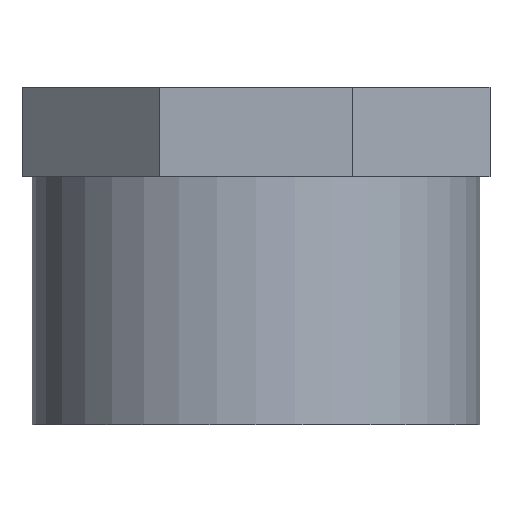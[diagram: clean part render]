
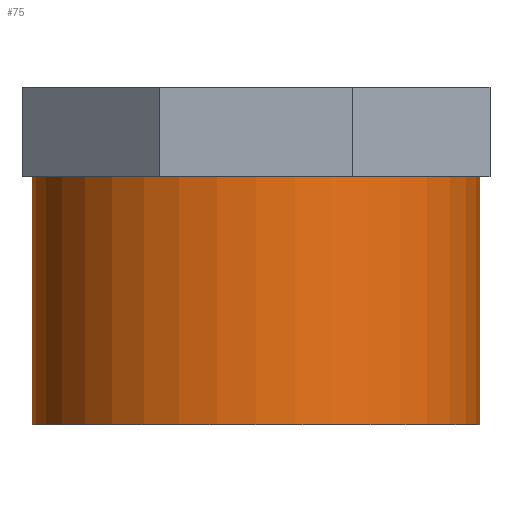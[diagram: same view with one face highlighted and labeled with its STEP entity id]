
A CAD part, front view. The second image highlights one B-rep face of the part: STEP entity #75.
In plain terms, the highlighted cylindrical face has radius 55 mm (diameter 110 mm), a partial arc.
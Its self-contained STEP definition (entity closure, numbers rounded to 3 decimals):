
#75=ADVANCED_FACE('',(#148),#149,.T.);
#148=FACE_OUTER_BOUND('',#214,.T.);
#149=CYLINDRICAL_SURFACE('',#215,55.0);
#214=EDGE_LOOP('',(#363,#364,#365,#366));
#215=AXIS2_PLACEMENT_3D('',#367,#368,#369);
#363=ORIENTED_EDGE('',*,*,#380,.T.);
#364=ORIENTED_EDGE('',*,*,#410,.F.);
#365=ORIENTED_EDGE('',*,*,#382,.T.);
#366=ORIENTED_EDGE('',*,*,#437,.F.);
#367=CARTESIAN_POINT('',(0.0,0.0,30.5));
#368=DIRECTION('',(0.0,0.0,1.0));
#369=DIRECTION('',(1.0,0.0,0.0));
#380=EDGE_CURVE('',#441,#442,#443,.T.);
#382=EDGE_CURVE('',#446,#444,#447,.T.);
#410=EDGE_CURVE('',#446,#442,#491,.T.);
#437=EDGE_CURVE('',#441,#444,#526,.T.);
#441=VERTEX_POINT('',#530);
#442=VERTEX_POINT('',#531);
#443=LINE('',#532,#533);
#444=VERTEX_POINT('',#534);
#446=VERTEX_POINT('',#536);
#447=LINE('',#537,#538);
#491=CIRCLE('',#594,55.0);
#526=CIRCLE('',#645,55.0);
#530=CARTESIAN_POINT('',(55.0,0.0,0.0));
#531=CARTESIAN_POINT('',(55.0,0.0,61.0));
#532=CARTESIAN_POINT('',(55.0,0.,30.5));
#533=VECTOR('',#648,1.0);
#534=CARTESIAN_POINT('',(-55.0,0.,0.0));
#536=CARTESIAN_POINT('',(-55.0,0.,61.0));
#537=CARTESIAN_POINT('',(-55.0,0.,30.5));
#538=VECTOR('',#652,1.0);
#594=AXIS2_PLACEMENT_3D('',#692,#693,#694);
#645=AXIS2_PLACEMENT_3D('',#711,#712,#713);
#648=DIRECTION('',(0.0,0.0,1.0));
#652=DIRECTION('',(-0.0,-0.0,-1.0));
#692=CARTESIAN_POINT('',(0.0,0.0,61.0));
#693=DIRECTION('',(0.0,0.0,1.0));
#694=DIRECTION('',(1.0,0.0,0.0));
#711=CARTESIAN_POINT('',(0.0,0.0,0.0));
#712=DIRECTION('',(0.0,0.0,-1.0));
#713=DIRECTION('',(1.0,0.0,0.0));
